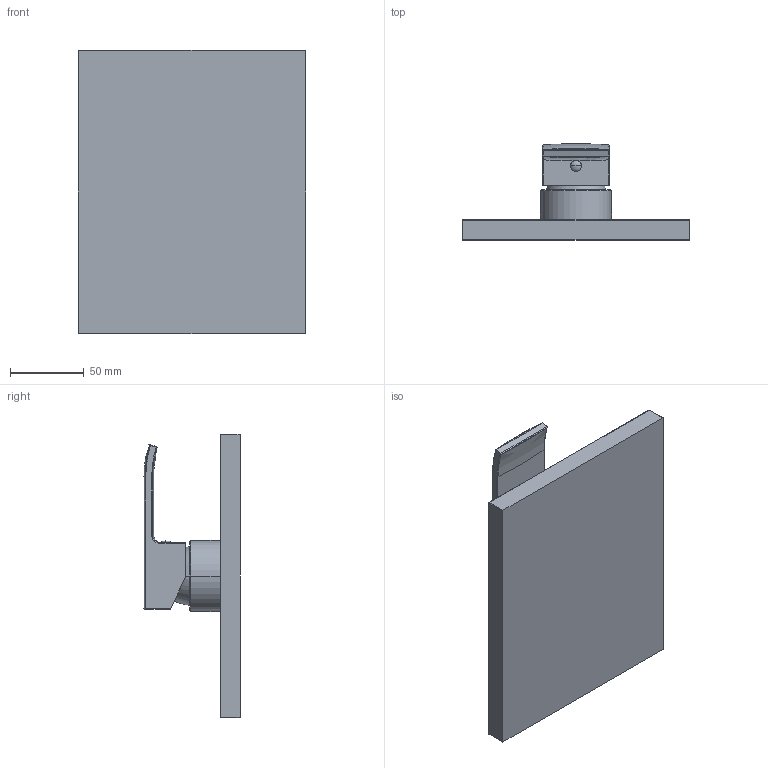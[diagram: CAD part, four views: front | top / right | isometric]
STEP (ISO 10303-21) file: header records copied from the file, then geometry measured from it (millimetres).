
FILE_DESCRIPTION((''),'2;1');
FILE_NAME('LESBOX010CR','2021-01-14T11:26:48',('ut3'),('PAFFONI SpA'),'CREO PARAMETRIC BY PTC INC, 2020044','CREO PARAMETRIC BY PTC INC, 2020044','');
FILE_SCHEMA(('CONFIG_CONTROL_DESIGN','SHAPE_APPEARANCE_LAYERS_GROUPS'));
Length unit declared in the file: millimetre
Products named in the file (1): LESBOX010CR
Bounding box: 154 x 65.01 x 192 mm (x, y, z)
Volume: 483458.4 mm3; surface area: 91100.8 mm2
Topology: 1 solids, 1 shells, 144 faces, 332 edges, 195 vertices
Faces by surface type: cylinder 58, plane 42, sphere 16, bspline 13, cone 8, torus 7
Entity records: 6099 total; most frequent: CARTESIAN_POINT 1851, DIRECTION 667, ORIENTED_EDGE 660, EDGE_CURVE 330, AXIS2_PLACEMENT_3D 258, VERTEX_POINT 195, VECTOR 151, LINE 151
